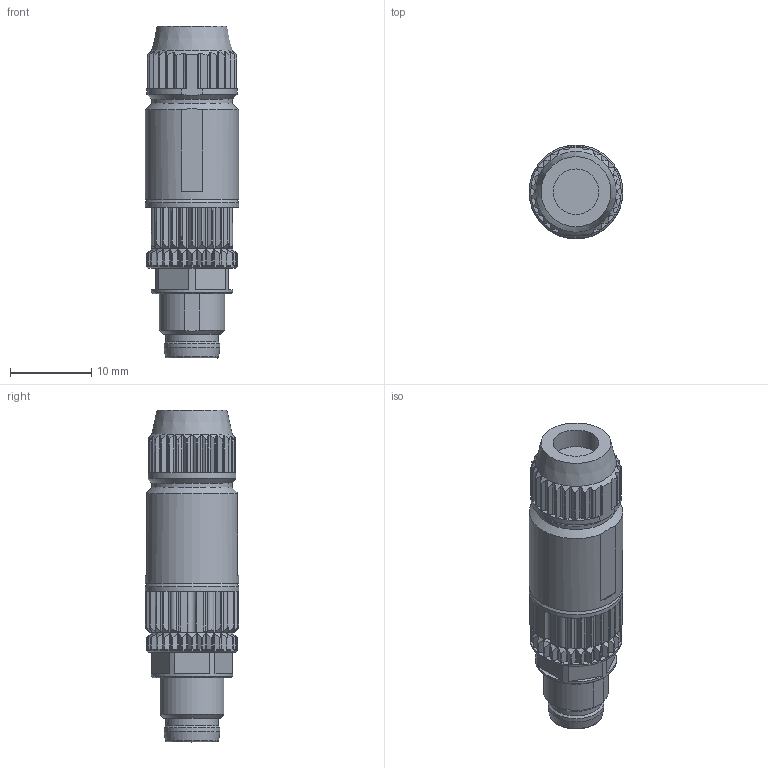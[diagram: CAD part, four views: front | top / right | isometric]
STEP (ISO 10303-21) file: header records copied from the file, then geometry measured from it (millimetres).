
FILE_DESCRIPTION(/* description */ (''),/* implementation_level */ '2;1');
FILE_NAME(/* name */ '100188429ugm000_a.stp',/* time_stamp */ '2014-09-19T08:11:35+02:00',/* author */ (''),/* organization */ (''),/* preprocessor_version */ 'ST-DEVELOPER v15',/* originating_system */ 'SIEMENS PLM Software NX 8.5',/* authorisation */ '');
FILE_SCHEMA (('AUTOMOTIVE_DESIGN { 1 0 10303 214 3 1 1 1 }'));
Length unit declared in the file: millimetre
Products named in the file (1): 100188429ugm000_a
Bounding box: 11.51 x 11.51 x 40.8 mm (x, y, z)
Volume: 3090.2 mm3; surface area: 2042.9 mm2
Topology: 1 solids, 1 shells, 493 faces, 1368 edges, 889 vertices
Faces by surface type: plane 206, cylinder 194, bspline 50, cone 43
Full cylindrical faces by diameter (mm): 5.6 x1, 5.8 x1, 6.4 x1, 6.87 x1, 8.6 x1, 9 x1, 9.9 x1, 10 x1, 11.3 x1, 11.5 x1, 11.51 x1
Entity records: 19784 total; most frequent: CARTESIAN_POINT 4758, ORIENTED_EDGE 2674, DIRECTION 2096, EDGE_CURVE 1337, VERTEX_POINT 884, AXIS2_PLACEMENT_3D 745, LINE 606, VECTOR 606
